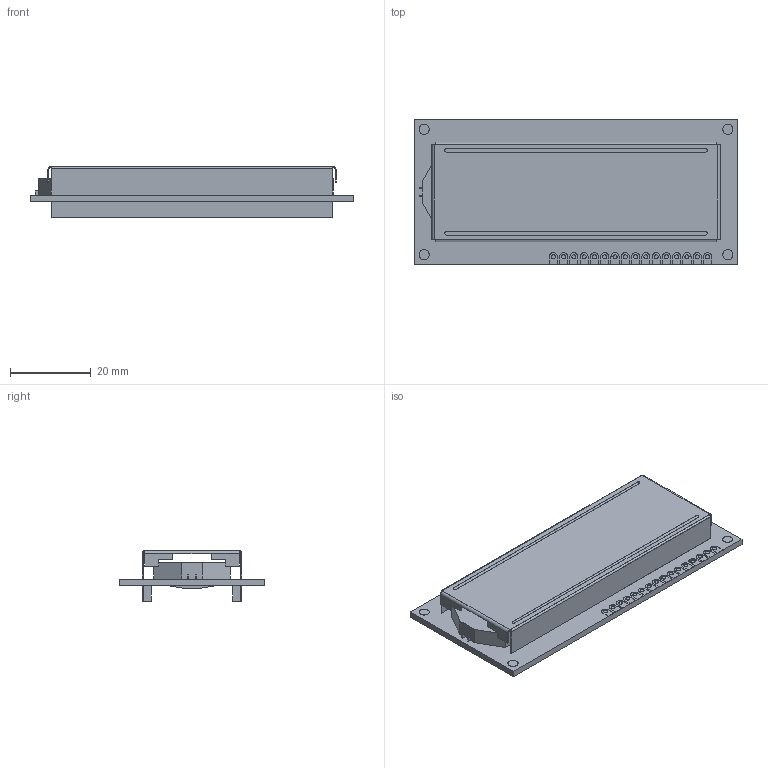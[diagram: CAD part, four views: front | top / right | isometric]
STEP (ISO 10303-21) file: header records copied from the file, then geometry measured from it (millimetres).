
FILE_DESCRIPTION (( 'STEP AP203' ), '1' );
FILE_NAME ('NHD-0216XZ-FSW-GBW.STEP', '2021-03-25T06:00:43', ( 'Admin' ), ( '' ), 'SwSTEP 2.0', 'SolidWorks 2018', '' );
FILE_SCHEMA (( 'CONFIG_CONTROL_DESIGN' ));
Length unit declared in the file: millimetre
Products named in the file (1): NHD-0216XZ-FSW-GBW
Bounding box: 80 x 36 x 12.5 mm (x, y, z)
Volume: 10850.8 mm3; surface area: 14444.7 mm2
Topology: 2 solids, 2 shells, 415 faces, 1006 edges, 668 vertices
Faces by surface type: plane 336, cylinder 79
Entity records: 12097 total; most frequent: CARTESIAN_POINT 2090, ORIENTED_EDGE 2012, DIRECTION 1996, EDGE_CURVE 1006, LINE 848, VECTOR 848, VERTEX_POINT 668, AXIS2_PLACEMENT_3D 574
